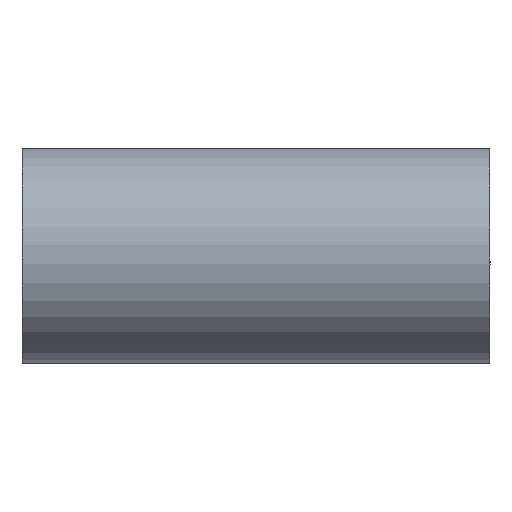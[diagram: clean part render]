
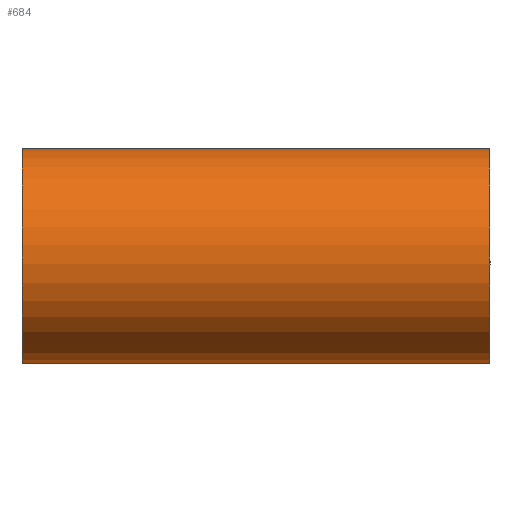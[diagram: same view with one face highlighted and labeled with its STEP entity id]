
A CAD part, front view. The second image highlights one B-rep face of the part: STEP entity #684.
In plain terms, the highlighted cylindrical face has radius 19.05 mm (diameter 38.1 mm), a partial arc.
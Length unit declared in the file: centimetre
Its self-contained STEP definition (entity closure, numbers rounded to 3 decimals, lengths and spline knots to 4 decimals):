
#3 = AXIS2_PLACEMENT_3D ( 'NONE', #604, #60, #366 ) ;
#50 = ORIENTED_EDGE ( 'NONE', *, *, #505, .F. ) ;
#53 = DIRECTION ( 'NONE',  ( -1., 0., 0. ) ) ;
#60 = DIRECTION ( 'NONE',  ( 1., 0., 0. ) ) ;
#84 = VECTOR ( 'NONE', #182, 100. ) ;
#109 = CARTESIAN_POINT ( 'NONE',  ( 72.2842, 257.8863, 26.4986 ) ) ;
#114 = DIRECTION ( 'NONE',  ( 1., 0., 0. ) ) ;
#142 = VECTOR ( 'NONE', #114, 100. ) ;
#143 = CARTESIAN_POINT ( 'NONE',  ( 64.0292, 257.8863, 22.6886 ) ) ;
#169 = CARTESIAN_POINT ( 'NONE',  ( 72.2842, 257.8863, 22.6886 ) ) ;
#182 = DIRECTION ( 'NONE',  ( 1., 0., 0. ) ) ;
#198 = CARTESIAN_POINT ( 'NONE',  ( 64.029, 257.8863, 22.6886 ) ) ;
#211 = LINE ( 'NONE', #198, #84 ) ;
#225 = CIRCLE ( 'NONE', #3, 1.905 ) ;
#321 = VERTEX_POINT ( 'NONE', #169 ) ;
#335 = DIRECTION ( 'NONE',  ( 1., 0., 0. ) ) ;
#342 = CARTESIAN_POINT ( 'NONE',  ( 64.029, 257.8863, 26.4986 ) ) ;
#360 = FACE_OUTER_BOUND ( 'NONE', #975, .T. ) ;
#366 = DIRECTION ( 'NONE',  ( 0., 0., -1. ) ) ;
#440 = DIRECTION ( 'NONE',  ( 0., 0., 1. ) ) ;
#461 = EDGE_CURVE ( 'NONE', #498, #612, #720, .T. ) ;
#498 = VERTEX_POINT ( 'NONE', #565 ) ;
#505 = EDGE_CURVE ( 'NONE', #872, #321, #211, .T. ) ;
#509 = CARTESIAN_POINT ( 'NONE',  ( 64.029, 257.8863, 24.5936 ) ) ;
#565 = CARTESIAN_POINT ( 'NONE',  ( 64.0292, 257.8863, 26.4986 ) ) ;
#568 = ORIENTED_EDGE ( 'NONE', *, *, #461, .T. ) ;
#604 = CARTESIAN_POINT ( 'NONE',  ( 64.0292, 257.8863, 24.5936 ) ) ;
#612 = VERTEX_POINT ( 'NONE', #109 ) ;
#625 = CIRCLE ( 'NONE', #760, 1.905 ) ;
#656 = CARTESIAN_POINT ( 'NONE',  ( 72.2842, 257.8863, 24.5936 ) ) ;
#684 = ADVANCED_FACE ( 'NONE', ( #360 ), #942, .T. ) ;
#720 = LINE ( 'NONE', #342, #142 ) ;
#723 = ORIENTED_EDGE ( 'NONE', *, *, #888, .T. ) ;
#725 = AXIS2_PLACEMENT_3D ( 'NONE', #509, #335, #738 ) ;
#731 = ORIENTED_EDGE ( 'NONE', *, *, #943, .T. ) ;
#738 = DIRECTION ( 'NONE',  ( 0., 0., -1. ) ) ;
#760 = AXIS2_PLACEMENT_3D ( 'NONE', #656, #53, #440 ) ;
#872 = VERTEX_POINT ( 'NONE', #143 ) ;
#888 = EDGE_CURVE ( 'NONE', #612, #321, #625, .T. ) ;
#942 = CYLINDRICAL_SURFACE ( 'NONE', #725, 1.905 ) ;
#943 = EDGE_CURVE ( 'NONE', #872, #498, #225, .T. ) ;
#975 = EDGE_LOOP ( 'NONE', ( #731, #568, #723, #50 ) ) ;
